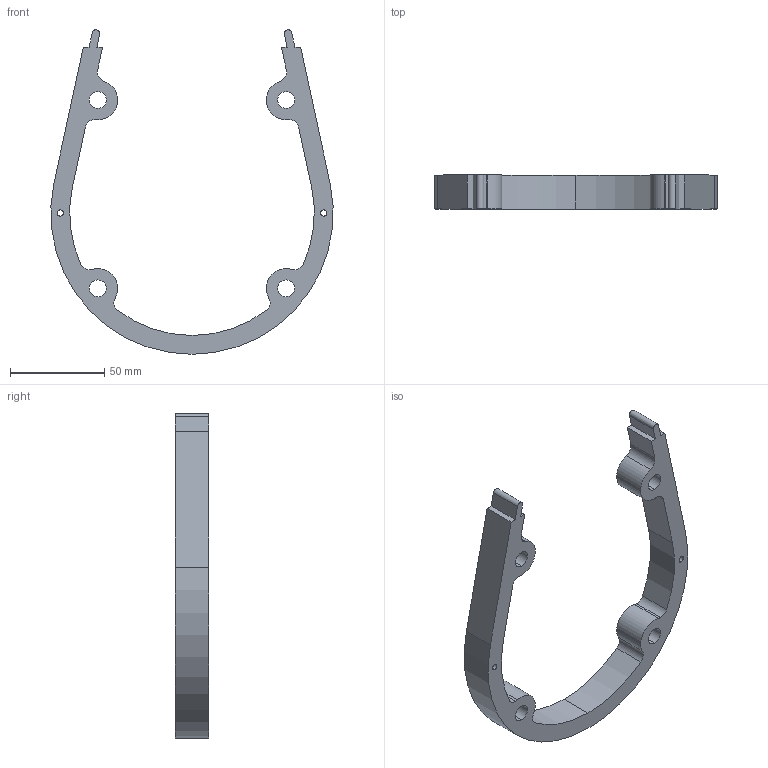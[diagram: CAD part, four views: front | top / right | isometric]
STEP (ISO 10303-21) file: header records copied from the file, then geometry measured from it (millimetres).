
FILE_DESCRIPTION (( 'STEP AP203' ), '1' );
FILE_NAME ('J1 Base Enclosure Part 1.STEP', '2019-10-20T06:18:56', ( '' ), ( '' ), 'SwSTEP 2.0', 'SolidWorks 2019', '' );
FILE_SCHEMA (( 'CONFIG_CONTROL_DESIGN' ));
Length unit declared in the file: millimetre
Products named in the file (1): J1 Base Enclosure Part 1
Bounding box: 149.81 x 18 x 172.33 mm (x, y, z)
Volume: 84634.9 mm3; surface area: 27994.6 mm2
Topology: 1 solids, 1 shells, 52 faces, 150 edges, 100 vertices
Faces by surface type: cylinder 36, plane 16
Entity records: 1847 total; most frequent: DIRECTION 328, CARTESIAN_POINT 303, ORIENTED_EDGE 300, EDGE_CURVE 150, AXIS2_PLACEMENT_3D 125, VERTEX_POINT 100, VECTOR 78, LINE 78
